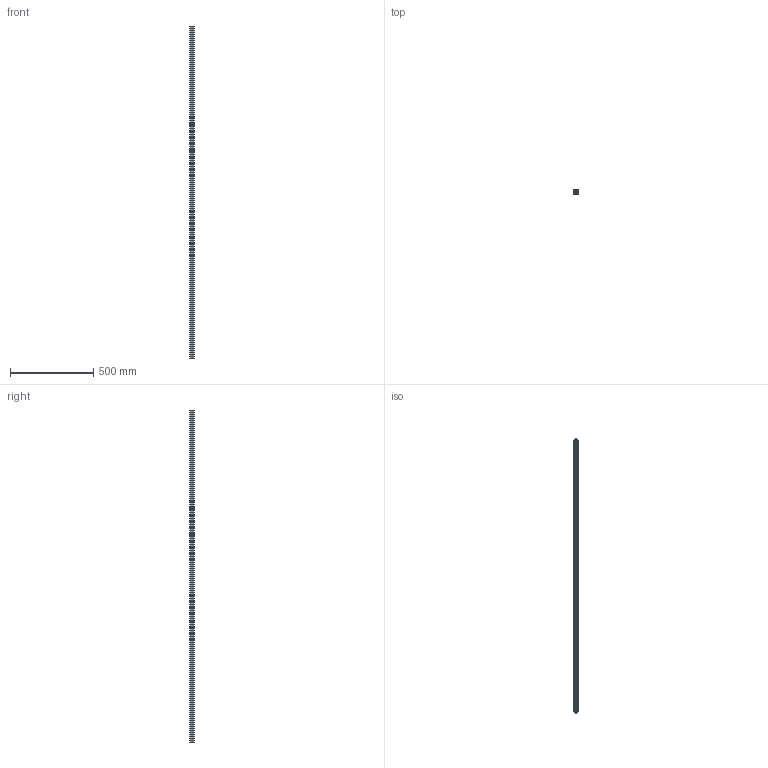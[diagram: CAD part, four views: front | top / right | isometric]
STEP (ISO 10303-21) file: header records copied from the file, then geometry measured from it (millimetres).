
FILE_DESCRIPTION (( 'STEP AP214' ), '1' );
FILE_NAME ('3167-E0W.STEP', '2010-04-05T18:11:26', ( 'Admin' ), ( 'Thorlabs, Inc.' ), 'SwSTEP 2.0', 'SolidWorks 2009', '' );
FILE_SCHEMA (( 'AUTOMOTIVE_DESIGN' ));
Length unit declared in the file: inch
Products named in the file (1): 3167-E0W
Bounding box: 24.99 x 24.99 x 2000 mm (x, y, z)
Volume: 586958.2 mm3; surface area: 487395.5 mm2
Topology: 1 solids, 1 shells, 61 faces, 177 edges, 118 vertices
Faces by surface type: plane 46, cylinder 15
Entity records: 2854 total; most frequent: CARTESIAN_POINT 357, ORIENTED_EDGE 354, DIRECTION 331, EDGE_CURVE 177, VECTOR 147, LINE 147, VERTEX_POINT 118, AXIS2_PLACEMENT_3D 92
